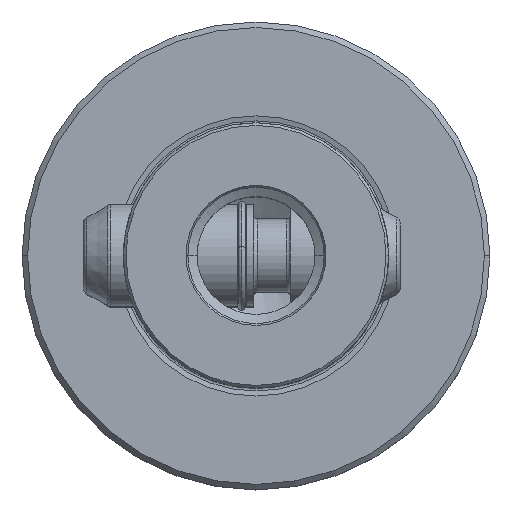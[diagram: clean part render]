
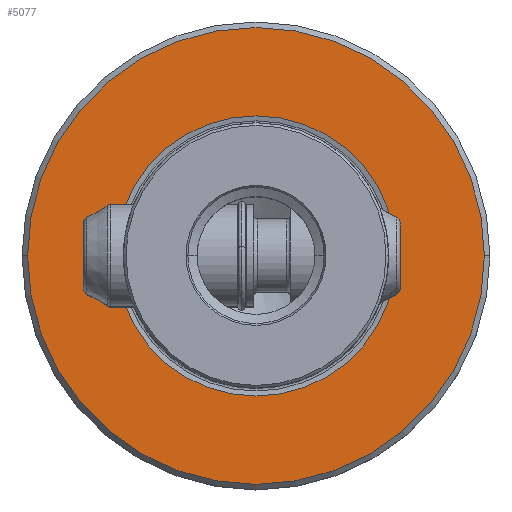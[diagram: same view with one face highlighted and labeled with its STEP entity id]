
A CAD part, top view. The second image highlights one B-rep face of the part: STEP entity #5077.
In plain terms, the highlighted planar face has unit normal (0, 0, 1).
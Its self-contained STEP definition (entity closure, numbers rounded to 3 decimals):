
#2091=VERTEX_POINT('NONE',#6123);
#2339=EDGE_CURVE('NONE',#4227,#2949,#6398,.T.);
#2949=VERTEX_POINT('NONE',#7074);
#3355=EDGE_CURVE('NONE',#2091,#5375,#7520,.T.);
#4227=VERTEX_POINT('NONE',#8477);
#5077=ADVANCED_FACE('NONE',(#9428,#9429),#9430,.T.);
#5117=EDGE_CURVE('NONE',#5375,#2091,#9474,.F.);
#5367=EDGE_CURVE('NONE',#2949,#4227,#9750,.T.);
#5375=VERTEX_POINT('NONE',#9759);
#6123=CARTESIAN_POINT('',(19.012,0.,0.0));
#6398=CIRCLE('',#14415,31.0);
#7074=CARTESIAN_POINT('',(31.0,0.,0.0));
#7520=CIRCLE('',#33512,19.012);
#8477=CARTESIAN_POINT('',(-31.0,0.,0.0));
#9428=FACE_OUTER_BOUND('',#59172,.T.);
#9429=FACE_BOUND('',#59173,.T.);
#9430=PLANE('',#59174);
#9474=CIRCLE('',#60630,19.012);
#9750=CIRCLE('',#61143,31.0);
#9759=CARTESIAN_POINT('',(-19.012,0.,0.0));
#14415=AXIS2_PLACEMENT_3D('',#68936,#68937,#68938);
#33512=AXIS2_PLACEMENT_3D('',#70238,#70239,#70240);
#59172=EDGE_LOOP('',(#72387,#72388));
#59173=EDGE_LOOP('',(#72389,#72390));
#59174=AXIS2_PLACEMENT_3D('',#72391,#72392,#72393);
#60630=AXIS2_PLACEMENT_3D('',#72450,#72451,#72452);
#61143=AXIS2_PLACEMENT_3D('',#72769,#72770,#72771);
#68936=CARTESIAN_POINT('',(0.0,0.0,0.0));
#68937=DIRECTION('',(0.0,0.0,-1.0));
#68938=DIRECTION('',(-1.0,0.,0.0));
#70238=CARTESIAN_POINT('',(0.0,0.0,0.0));
#70239=DIRECTION('',(-0.0,0.0,1.0));
#70240=DIRECTION('',(1.0,0.,0.0));
#72387=ORIENTED_EDGE('',*,*,#2339,.F.);
#72388=ORIENTED_EDGE('',*,*,#5367,.F.);
#72389=ORIENTED_EDGE('',*,*,#3355,.F.);
#72390=ORIENTED_EDGE('',*,*,#5117,.F.);
#72391=CARTESIAN_POINT('',(-18.0,0.0,0.0));
#72392=DIRECTION('',(-0.0,0.0,1.0));
#72393=DIRECTION('',(0.0,1.0,0.0));
#72450=CARTESIAN_POINT('',(0.0,0.0,0.0));
#72451=DIRECTION('',(0.0,0.0,-1.0));
#72452=DIRECTION('',(1.0,0.,0.0));
#72769=CARTESIAN_POINT('',(0.0,0.0,0.0));
#72770=DIRECTION('',(0.0,0.0,-1.0));
#72771=DIRECTION('',(-1.0,0.,0.0));
